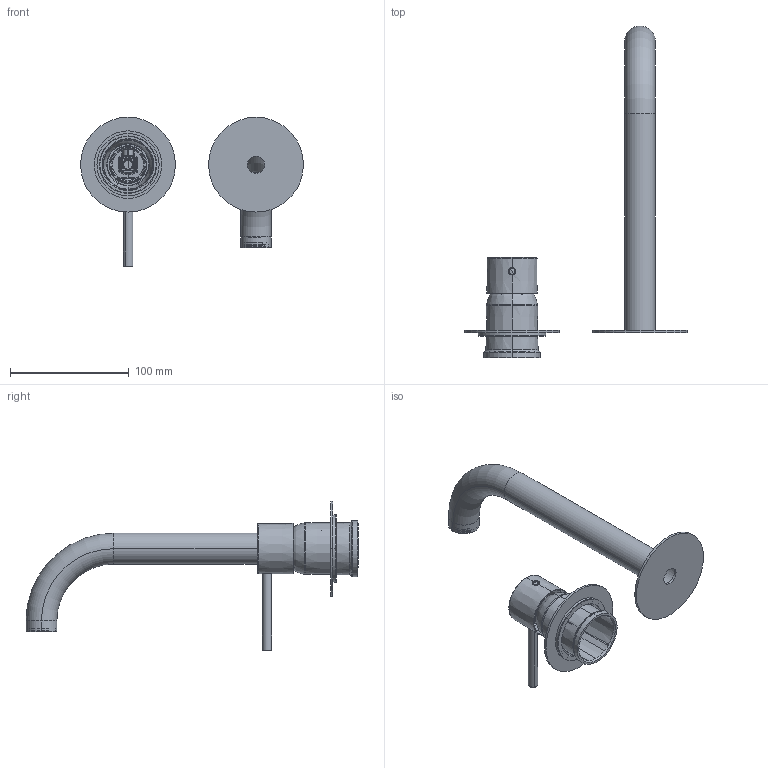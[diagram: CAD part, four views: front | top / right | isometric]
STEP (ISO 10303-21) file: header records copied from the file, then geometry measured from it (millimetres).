
FILE_DESCRIPTION(('CATIA V5 STEP Exchange','CAx-IF Rec.Pracs.--- Model Styling and Organization---1.5--- 2016-08-15','CAx-IF Rec.Pracs.---Supplemental Geometry---1.0---2011-11-01','CAx-IF Rec.Pracs.--- Composite Materials ---3.4---2017-06-13','CAx-IF Rec.Pracs.---Tessellated 3D Geometry---1.0---2015-12-17'),'2;1');
FILE_NAME('K200551E.stp','2026-03-20T07:45:52+00:00',('none'),('none'),'CATIA Version 5-6 Release 2020 SP3','CATIA V5 STEP AP242 v2','none');
FILE_SCHEMA(('AP242_MANAGED_MODEL_BASED_3D_ENGINEERING_MIM_LF {1 0 10303 442 1 1 4}'));
Length unit declared in the file: millimetre
Products named in the file (1): K200551E
Bounding box: 188 x 280.18 x 126.16 mm (x, y, z)
Volume: 84643 mm3; surface area: 101094.8 mm2
Topology: 12 solids, 12 shells, 559 faces, 1385 edges, 844 vertices
Faces by surface type: cylinder 138, plane 117, cone 111, torus 97, bspline 68, sphere 22, revolution 6
Entity records: 21483 total; most frequent: CARTESIAN_POINT 10293, ORIENTED_EDGE 2728, DIRECTION 1473, EDGE_CURVE 1364, VERTEX_POINT 844, AXIS2_PLACEMENT_3D 842, EDGE_LOOP 594, ADVANCED_FACE 559
